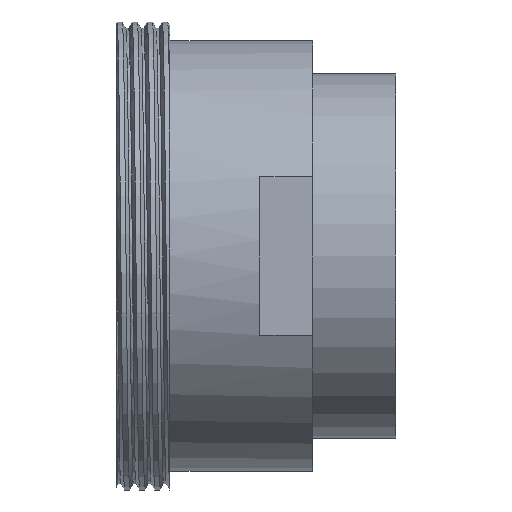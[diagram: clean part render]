
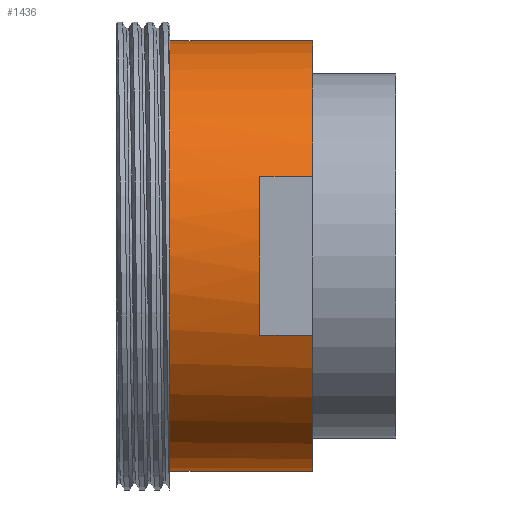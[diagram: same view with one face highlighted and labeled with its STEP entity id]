
A CAD part, front view. The second image highlights one B-rep face of the part: STEP entity #1436.
In plain terms, the highlighted cylindrical face has radius 28.5 mm (diameter 57 mm), a partial arc.
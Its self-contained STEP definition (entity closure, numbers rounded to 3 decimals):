
#1 = EDGE_LOOP ( 'NONE', ( #1805, #1002, #1683, #1169, #532, #80, #1532, #1158 ) ) ;
#27 = EDGE_CURVE ( 'NONE', #672, #1549, #1029, .T. ) ;
#38 = DIRECTION ( 'NONE',  ( -1., 0., 0. ) ) ;
#80 = ORIENTED_EDGE ( 'NONE', *, *, #597, .T. ) ;
#84 = VECTOR ( 'NONE', #262, 1000. ) ;
#151 = FACE_OUTER_BOUND ( 'NONE', #1, .T. ) ;
#175 = CARTESIAN_POINT ( 'NONE',  ( 18.5, 0., 0. ) ) ;
#242 = CARTESIAN_POINT ( 'NONE',  ( -36.703, 0., -28.5 ) ) ;
#262 = DIRECTION ( 'NONE',  ( -1., 0., 0. ) ) ;
#274 = DIRECTION ( 'NONE',  ( -1., 0., 0. ) ) ;
#281 = CARTESIAN_POINT ( 'NONE',  ( 18.5, 0., 28.5 ) ) ;
#282 = DIRECTION ( 'NONE',  ( -1., 0., 0. ) ) ;
#307 = DIRECTION ( 'NONE',  ( -1., 0., 0. ) ) ;
#328 = CARTESIAN_POINT ( 'NONE',  ( 18.5, -26.5, -10.488 ) ) ;
#335 = AXIS2_PLACEMENT_3D ( 'NONE', #525, #274, #851 ) ;
#339 = CIRCLE ( 'NONE', #1734, 28.5 ) ;
#349 = CARTESIAN_POINT ( 'NONE',  ( 11.5, -26.5, 10.488 ) ) ;
#361 = LINE ( 'NONE', #519, #1608 ) ;
#370 = DIRECTION ( 'NONE',  ( 0., 0., -1. ) ) ;
#382 = EDGE_CURVE ( 'NONE', #739, #535, #638, .T. ) ;
#403 = VECTOR ( 'NONE', #282, 1000. ) ;
#519 = CARTESIAN_POINT ( 'NONE',  ( -36.703, -26.5, -10.488 ) ) ;
#525 = CARTESIAN_POINT ( 'NONE',  ( 18.5, 0., 0. ) ) ;
#532 = ORIENTED_EDGE ( 'NONE', *, *, #27, .F. ) ;
#535 = VERTEX_POINT ( 'NONE', #328 ) ;
#544 = LINE ( 'NONE', #973, #84 ) ;
#597 = EDGE_CURVE ( 'NONE', #672, #1674, #1789, .T. ) ;
#610 = CYLINDRICAL_SURFACE ( 'NONE', #668, 28.5 ) ;
#638 = CIRCLE ( 'NONE', #335, 28.5 ) ;
#668 = AXIS2_PLACEMENT_3D ( 'NONE', #736, #307, #743 ) ;
#672 = VERTEX_POINT ( 'NONE', #941 ) ;
#691 = CARTESIAN_POINT ( 'NONE',  ( -0.406, 0., -28.5 ) ) ;
#736 = CARTESIAN_POINT ( 'NONE',  ( -36.703, 0., 0. ) ) ;
#739 = VERTEX_POINT ( 'NONE', #1774 ) ;
#743 = DIRECTION ( 'NONE',  ( 0., 0., 1. ) ) ;
#750 = CARTESIAN_POINT ( 'NONE',  ( 11.5, -26.5, -10.488 ) ) ;
#765 = DIRECTION ( 'NONE',  ( -1., 0., 0. ) ) ;
#768 = CARTESIAN_POINT ( 'NONE',  ( -0.406, 0., 0. ) ) ;
#793 = EDGE_CURVE ( 'NONE', #1674, #794, #544, .T. ) ;
#794 = VERTEX_POINT ( 'NONE', #1271 ) ;
#851 = DIRECTION ( 'NONE',  ( 0., 0., 1. ) ) ;
#860 = VERTEX_POINT ( 'NONE', #691 ) ;
#937 = AXIS2_PLACEMENT_3D ( 'NONE', #175, #765, #1733 ) ;
#941 = CARTESIAN_POINT ( 'NONE',  ( 18.5, -26.5, 10.488 ) ) ;
#944 = CIRCLE ( 'NONE', #1010, 28.5 ) ;
#973 = CARTESIAN_POINT ( 'NONE',  ( -36.703, 0., 28.5 ) ) ;
#999 = LINE ( 'NONE', #242, #1556 ) ;
#1002 = ORIENTED_EDGE ( 'NONE', *, *, #382, .T. ) ;
#1010 = AXIS2_PLACEMENT_3D ( 'NONE', #1076, #1086, #370 ) ;
#1029 = LINE ( 'NONE', #1559, #403 ) ;
#1076 = CARTESIAN_POINT ( 'NONE',  ( 11.5, 0., 0. ) ) ;
#1086 = DIRECTION ( 'NONE',  ( 1., 0., 0. ) ) ;
#1158 = ORIENTED_EDGE ( 'NONE', *, *, #1843, .F. ) ;
#1169 = ORIENTED_EDGE ( 'NONE', *, *, #1803, .F. ) ;
#1236 = DIRECTION ( 'NONE',  ( 1., 0., 0. ) ) ;
#1258 = EDGE_CURVE ( 'NONE', #739, #860, #999, .T. ) ;
#1271 = CARTESIAN_POINT ( 'NONE',  ( -0.406, 0., 28.5 ) ) ;
#1425 = VERTEX_POINT ( 'NONE', #750 ) ;
#1436 = ADVANCED_FACE ( 'NONE', ( #151 ), #610, .T. ) ;
#1532 = ORIENTED_EDGE ( 'NONE', *, *, #793, .T. ) ;
#1549 = VERTEX_POINT ( 'NONE', #349 ) ;
#1556 = VECTOR ( 'NONE', #1834, 1000. ) ;
#1559 = CARTESIAN_POINT ( 'NONE',  ( -36.703, -26.5, 10.488 ) ) ;
#1561 = EDGE_CURVE ( 'NONE', #1425, #535, #361, .T. ) ;
#1608 = VECTOR ( 'NONE', #1236, 1000. ) ;
#1628 = DIRECTION ( 'NONE',  ( 0., 0., 1. ) ) ;
#1674 = VERTEX_POINT ( 'NONE', #281 ) ;
#1683 = ORIENTED_EDGE ( 'NONE', *, *, #1561, .F. ) ;
#1733 = DIRECTION ( 'NONE',  ( 0., 0., 1. ) ) ;
#1734 = AXIS2_PLACEMENT_3D ( 'NONE', #768, #38, #1628 ) ;
#1774 = CARTESIAN_POINT ( 'NONE',  ( 18.5, 0., -28.5 ) ) ;
#1789 = CIRCLE ( 'NONE', #937, 28.5 ) ;
#1803 = EDGE_CURVE ( 'NONE', #1549, #1425, #944, .T. ) ;
#1805 = ORIENTED_EDGE ( 'NONE', *, *, #1258, .F. ) ;
#1834 = DIRECTION ( 'NONE',  ( -1., 0., 0. ) ) ;
#1843 = EDGE_CURVE ( 'NONE', #860, #794, #339, .T. ) ;
